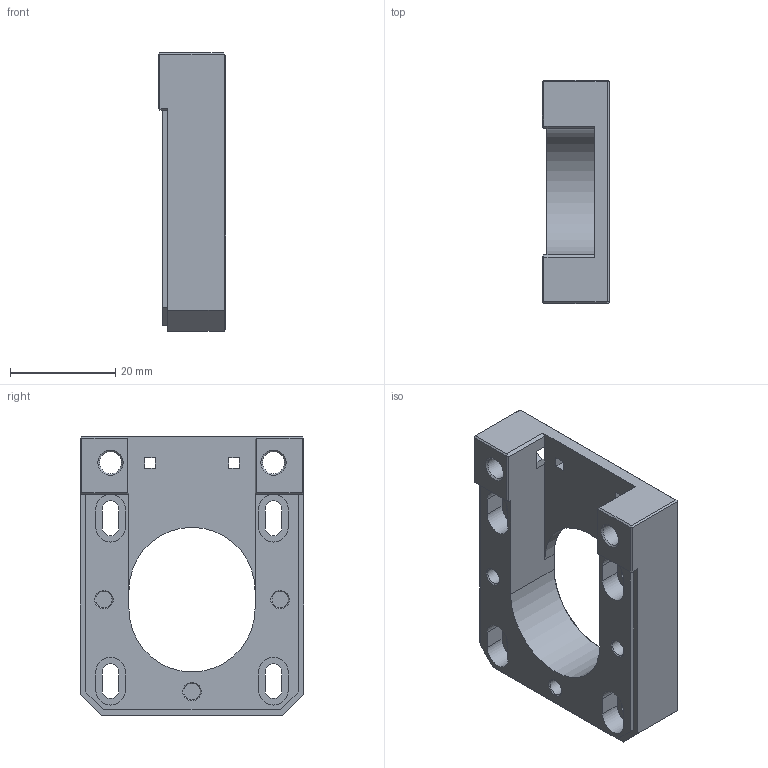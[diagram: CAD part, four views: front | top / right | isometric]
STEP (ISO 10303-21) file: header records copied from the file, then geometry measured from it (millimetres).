
FILE_DESCRIPTION(/* description */ (''),/* implementation_level */ '2;1');
FILE_NAME(/* name */ 'x_motor_hodlr.step',/* time_stamp */ '2025-03-31T17:54:32+02:00',/* author */ (''),/* organization */ (''),/* preprocessor_version */ 'ST-DEVELOPER v20.1',/* originating_system */ 'Autodesk Translation Framework v14.4.0.0',/* authorisation */ '');
FILE_SCHEMA (('AUTOMOTIVE_DESIGN { 1 0 10303 214 3 1 1 }'));
Length unit declared in the file: millimetre
Products named in the file (1): x_motor_hodlr
Bounding box: 12.8 x 42.5 x 53 mm (x, y, z)
Volume: 13956.1 mm3; surface area: 7856.7 mm2
Topology: 1 solids, 1 shells, 146 faces, 374 edges, 232 vertices
Faces by surface type: plane 116, cylinder 23, cone 7
Full cylindrical faces by diameter (mm): 3.1 x3, 4.2 x2
Entity records: 4406 total; most frequent: CARTESIAN_POINT 753, ORIENTED_EDGE 748, DIRECTION 728, EDGE_CURVE 374, LINE 314, VECTOR 314, VERTEX_POINT 232, AXIS2_PLACEMENT_3D 207
